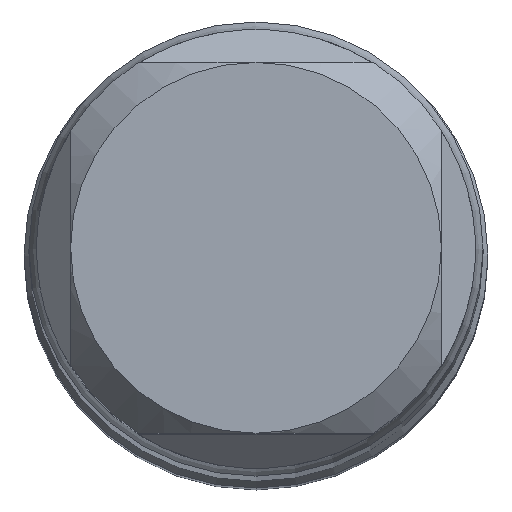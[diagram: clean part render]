
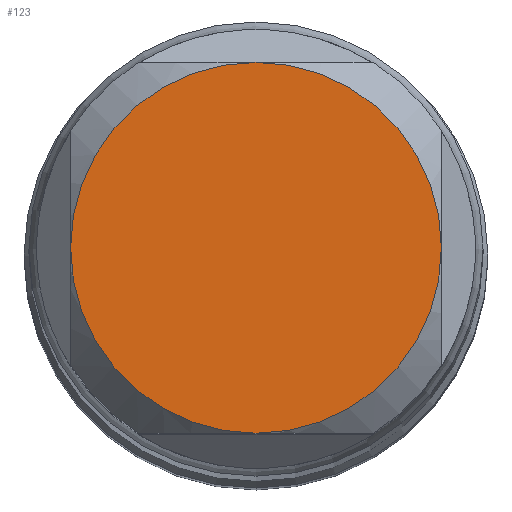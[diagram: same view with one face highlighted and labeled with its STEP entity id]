
A CAD part, top view. The second image highlights one B-rep face of the part: STEP entity #123.
In plain terms, the highlighted planar face has unit normal (0, 0, 1).
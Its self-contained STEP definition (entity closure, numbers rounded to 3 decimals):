
#90=CIRCLE('',#470,2.45);
#92=CIRCLE('',#473,2.45);
#94=CIRCLE('',#476,2.45);
#96=CIRCLE('',#479,2.45);
#123=ADVANCED_FACE('NONE',(#163),#147,.T.);
#147=PLANE('',#482);
#163=FACE_OUTER_BOUND('',#179,.T.);
#179=EDGE_LOOP('',(#255,#256,#257,#258));
#255=ORIENTED_EDGE('',*,*,#362,.F.);
#256=ORIENTED_EDGE('',*,*,#364,.F.);
#257=ORIENTED_EDGE('',*,*,#358,.F.);
#258=ORIENTED_EDGE('',*,*,#360,.F.);
#310=VERTEX_POINT('',#681);
#313=VERTEX_POINT('',#701);
#316=VERTEX_POINT('',#721);
#319=VERTEX_POINT('',#741);
#358=EDGE_CURVE('NONE',#310,#319,#90,.T.);
#360=EDGE_CURVE('NONE',#313,#310,#92,.T.);
#362=EDGE_CURVE('NONE',#316,#313,#94,.T.);
#364=EDGE_CURVE('NONE',#319,#316,#96,.T.);
#470=AXIS2_PLACEMENT_3D('',#752,#555,#556);
#473=AXIS2_PLACEMENT_3D('',#755,#561,#562);
#476=AXIS2_PLACEMENT_3D('',#758,#567,#568);
#479=AXIS2_PLACEMENT_3D('',#761,#573,#574);
#482=AXIS2_PLACEMENT_3D('',#764,#579,#580);
#555=DIRECTION('',(0.,0.,-1.));
#556=DIRECTION('',(1.,0.,0.));
#561=DIRECTION('',(0.,0.,-1.));
#562=DIRECTION('',(1.,0.,0.));
#567=DIRECTION('',(0.,0.,-1.));
#568=DIRECTION('',(1.,0.,0.));
#573=DIRECTION('',(0.,0.,-1.));
#574=DIRECTION('',(1.,0.,0.));
#579=DIRECTION('',(0.,0.,1.));
#580=DIRECTION('',(1.,0.,0.));
#681=CARTESIAN_POINT('',(-2.45,0.,0.));
#701=CARTESIAN_POINT('',(0.,-2.45,0.));
#721=CARTESIAN_POINT('',(2.45,0.,0.));
#741=CARTESIAN_POINT('',(0.,2.45,0.));
#752=CARTESIAN_POINT('',(0.,0.,0.));
#755=CARTESIAN_POINT('',(0.,0.,0.));
#758=CARTESIAN_POINT('',(0.,0.,0.));
#761=CARTESIAN_POINT('',(0.,0.,0.));
#764=CARTESIAN_POINT('',(0.,0.,0.));
